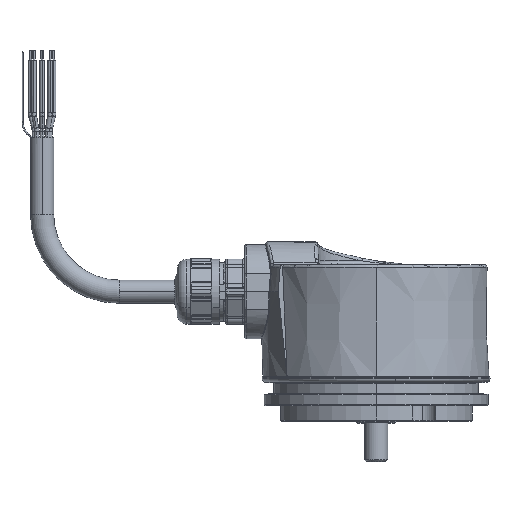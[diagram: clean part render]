
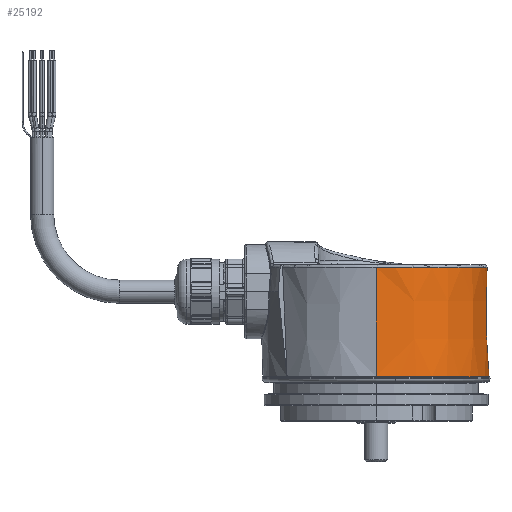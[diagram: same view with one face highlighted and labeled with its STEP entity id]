
A CAD part, top view. The second image highlights one B-rep face of the part: STEP entity #25192.
In plain terms, the highlighted conical face has half-angle 1 degrees and reference radius 28.672 mm.
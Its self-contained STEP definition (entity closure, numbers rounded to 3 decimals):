
#23 = CARTESIAN_POINT ( 'NONE',  ( 7.584, 18.871, 28.314 ) ) ;
#119 = VERTEX_POINT ( 'NONE', #2551 ) ;
#893 = EDGE_CURVE ( 'NONE', #24170, #11327, #10061, .T. ) ;
#1094 = DIRECTION ( 'NONE',  ( 0., 0., -1. ) ) ;
#1380 = ORIENTED_EDGE ( 'NONE', *, *, #3164, .T. ) ;
#1880 = CARTESIAN_POINT ( 'NONE',  ( 14.659, 18.871, -25.384 ) ) ;
#1958 = CARTESIAN_POINT ( 'NONE',  ( 28.314, 18.871, 7.584 ) ) ;
#2045 = CARTESIAN_POINT ( 'NONE',  ( 1.914, 18.871, 29.25 ) ) ;
#2551 = CARTESIAN_POINT ( 'NONE',  ( 0., 48.08, -28.74 ) ) ;
#2907 = CARTESIAN_POINT ( 'NONE',  ( 0., 18.871, 29.25 ) ) ;
#3164 = EDGE_CURVE ( 'NONE', #11327, #14331, #5938, .T. ) ;
#3386 = AXIS2_PLACEMENT_3D ( 'NONE', #25182, #11204, #23180 ) ;
#3840 = VERTEX_POINT ( 'NONE', #2907 ) ;
#3874 = CARTESIAN_POINT ( 'NONE',  ( 19.329, 18.871, -22.037 ) ) ;
#3955 = CARTESIAN_POINT ( 'NONE',  ( 26.291, 18.871, 12.962 ) ) ;
#4030 = EDGE_CURVE ( 'NONE', #119, #20746, #16544, .T. ) ;
#4921 = CARTESIAN_POINT ( 'NONE',  ( 0., 47.085, 28.758 ) ) ;
#5798 = CARTESIAN_POINT ( 'NONE',  ( 1.914, 18.871, -29.25 ) ) ;
#5879 = CARTESIAN_POINT ( 'NONE',  ( 23.257, 18.871, -17.842 ) ) ;
#5938 = CIRCLE ( 'NONE', #11094, 28.758 ) ;
#5962 = CARTESIAN_POINT ( 'NONE',  ( 23.257, 18.871, 17.842 ) ) ;
#7108 = LINE ( 'NONE', #15906, #22411 ) ;
#7559 = CARTESIAN_POINT ( 'NONE',  ( 0., 48.08, -28.74 ) ) ;
#7640 = ORIENTED_EDGE ( 'NONE', *, *, #893, .T. ) ;
#7780 = DIRECTION ( 'NONE',  ( 0., -1., -0.017 ) ) ;
#7899 = CARTESIAN_POINT ( 'NONE',  ( 26.291, 18.871, -12.962 ) ) ;
#7990 = CARTESIAN_POINT ( 'NONE',  ( 19.329, 18.871, 22.037 ) ) ;
#8029 = DIRECTION ( 'NONE',  ( 0., -1., 0. ) ) ;
#9057 = ORIENTED_EDGE ( 'NONE', *, *, #15920, .T. ) ;
#9894 = CARTESIAN_POINT ( 'NONE',  ( 28.314, 18.871, -7.584 ) ) ;
#9969 = CARTESIAN_POINT ( 'NONE',  ( 14.659, 18.871, 25.384 ) ) ;
#10061 = CIRCLE ( 'NONE', #3386, 28.758 ) ;
#10380 = CARTESIAN_POINT ( 'NONE',  ( 28.758, 47.085, 0. ) ) ;
#10880 = B_SPLINE_CURVE_WITH_KNOTS ( 'NONE', 3,
 ( #7559, #19526, #23551, #11584 ),
 .UNSPECIFIED., .F., .F.,
 ( 4, 4 ),
 ( 0.764, 1. ),
 .UNSPECIFIED. ) ;
#11015 = EDGE_CURVE ( 'NONE', #119, #24170, #10880, .T. ) ;
#11051 = EDGE_LOOP ( 'NONE', ( #7640, #1380, #9057, #15656, #16319, #16629 ) ) ;
#11094 = AXIS2_PLACEMENT_3D ( 'NONE', #19978, #8029, #21978 ) ;
#11204 = DIRECTION ( 'NONE',  ( 0., -1., 0. ) ) ;
#11243 = FACE_OUTER_BOUND ( 'NONE', #11051, .T. ) ;
#11327 = VERTEX_POINT ( 'NONE', #10380 ) ;
#11584 = CARTESIAN_POINT ( 'NONE',  ( 8.842, 47.085, -27.364 ) ) ;
#11827 = CARTESIAN_POINT ( 'NONE',  ( 7.584, 18.871, -28.314 ) ) ;
#11912 = CARTESIAN_POINT ( 'NONE',  ( 29.25, 18.871, -1.914 ) ) ;
#11996 = CARTESIAN_POINT ( 'NONE',  ( 9.425, 18.871, 27.756 ) ) ;
#12347 = B_SPLINE_CURVE_WITH_KNOTS ( 'NONE', 3,
 ( #19771, #5798, #23794, #11827, #25804, #13865, #1880, #15854, #3874, #17843, #5879, #19857, #7899, #21858, #9894, #23875, #11912, #25876, #13953, #1958, #15939, #3955, #17926, #5962, #19942, #7990, #21943, #9969, #23958, #11996, #23, #14022, #2045, #16024 ),
 .UNSPECIFIED., .F., .F.,
 ( 4, 2, 2, 2, 2, 2, 2, 2, 2, 2, 2, 2, 2, 2, 2, 2, 4 ),
 ( 0.183, 0.223, 0.262, 0.302, 0.342, 0.381, 0.421, 0.46, 0.5, 0.54, 0.579, 0.619, 0.658, 0.698, 0.738, 0.777, 0.817 ),
 .UNSPECIFIED. ) ;
#13051 = DIRECTION ( 'NONE',  ( 0., -1., 0. ) ) ;
#13841 = CARTESIAN_POINT ( 'NONE',  ( 0., 51.956, -28.673 ) ) ;
#13865 = CARTESIAN_POINT ( 'NONE',  ( 12.962, 18.871, -26.291 ) ) ;
#13953 = CARTESIAN_POINT ( 'NONE',  ( 29.061, 18.871, 3.829 ) ) ;
#14022 = CARTESIAN_POINT ( 'NONE',  ( 3.829, 18.871, 29.061 ) ) ;
#14331 = VERTEX_POINT ( 'NONE', #4921 ) ;
#14599 = AXIS2_PLACEMENT_3D ( 'NONE', #25004, #13051, #1094 ) ;
#15656 = ORIENTED_EDGE ( 'NONE', *, *, #16796, .F. ) ;
#15854 = CARTESIAN_POINT ( 'NONE',  ( 17.842, 18.871, -23.257 ) ) ;
#15906 = CARTESIAN_POINT ( 'NONE',  ( 0., 51.956, 28.673 ) ) ;
#15920 = EDGE_CURVE ( 'NONE', #14331, #3840, #7108, .T. ) ;
#15939 = CARTESIAN_POINT ( 'NONE',  ( 27.756, 18.871, 9.425 ) ) ;
#16024 = CARTESIAN_POINT ( 'NONE',  ( 0., 18.871, 29.25 ) ) ;
#16319 = ORIENTED_EDGE ( 'NONE', *, *, #4030, .F. ) ;
#16544 = LINE ( 'NONE', #13841, #20593 ) ;
#16629 = ORIENTED_EDGE ( 'NONE', *, *, #11015, .T. ) ;
#16796 = EDGE_CURVE ( 'NONE', #20746, #3840, #12347, .T. ) ;
#17843 = CARTESIAN_POINT ( 'NONE',  ( 22.037, 18.871, -19.329 ) ) ;
#17926 = CARTESIAN_POINT ( 'NONE',  ( 25.384, 18.871, 14.659 ) ) ;
#19526 = CARTESIAN_POINT ( 'NONE',  ( 2.994, 47.748, -28.746 ) ) ;
#19771 = CARTESIAN_POINT ( 'NONE',  ( 0., 18.871, -29.25 ) ) ;
#19857 = CARTESIAN_POINT ( 'NONE',  ( 25.384, 18.871, -14.659 ) ) ;
#19907 = DIRECTION ( 'NONE',  ( 0., -1., 0.017 ) ) ;
#19942 = CARTESIAN_POINT ( 'NONE',  ( 22.037, 18.871, 19.329 ) ) ;
#19978 = CARTESIAN_POINT ( 'NONE',  ( 0., 47.085, 0. ) ) ;
#20593 = VECTOR ( 'NONE', #7780, 1000. ) ;
#20746 = VERTEX_POINT ( 'NONE', #21022 ) ;
#21022 = CARTESIAN_POINT ( 'NONE',  ( 0., 18.871, -29.25 ) ) ;
#21858 = CARTESIAN_POINT ( 'NONE',  ( 27.756, 18.871, -9.425 ) ) ;
#21943 = CARTESIAN_POINT ( 'NONE',  ( 17.842, 18.871, 23.257 ) ) ;
#21978 = DIRECTION ( 'NONE',  ( 1., 0., 0. ) ) ;
#22411 = VECTOR ( 'NONE', #19907, 1000. ) ;
#23180 = DIRECTION ( 'NONE',  ( 1., 0., 0. ) ) ;
#23551 = CARTESIAN_POINT ( 'NONE',  ( 5.99, 47.416, -28.28 ) ) ;
#23794 = CARTESIAN_POINT ( 'NONE',  ( 3.829, 18.871, -29.061 ) ) ;
#23875 = CARTESIAN_POINT ( 'NONE',  ( 29.061, 18.871, -3.829 ) ) ;
#23958 = CARTESIAN_POINT ( 'NONE',  ( 12.962, 18.871, 26.291 ) ) ;
#24170 = VERTEX_POINT ( 'NONE', #25010 ) ;
#25004 = CARTESIAN_POINT ( 'NONE',  ( 0., 51.956, 0. ) ) ;
#25010 = CARTESIAN_POINT ( 'NONE',  ( 8.842, 47.085, -27.364 ) ) ;
#25182 = CARTESIAN_POINT ( 'NONE',  ( 0., 47.085, 0. ) ) ;
#25192 = ADVANCED_FACE ( 'NONE', ( #11243 ), #25937, .T. ) ;
#25804 = CARTESIAN_POINT ( 'NONE',  ( 9.425, 18.871, -27.756 ) ) ;
#25876 = CARTESIAN_POINT ( 'NONE',  ( 29.25, 18.871, 1.914 ) ) ;
#25937 = CONICAL_SURFACE ( 'NONE', #14599, 28.673, 0.017 ) ;
